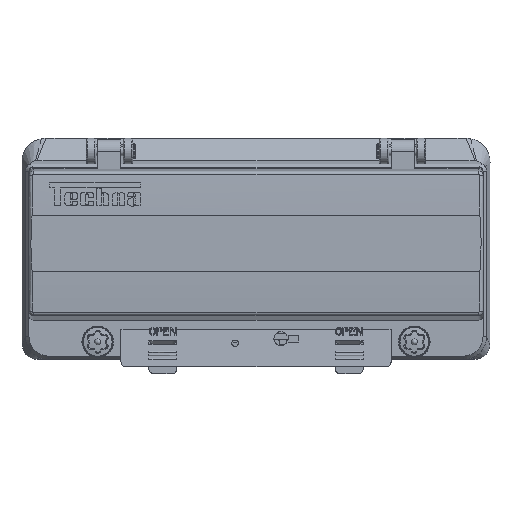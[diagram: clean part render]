
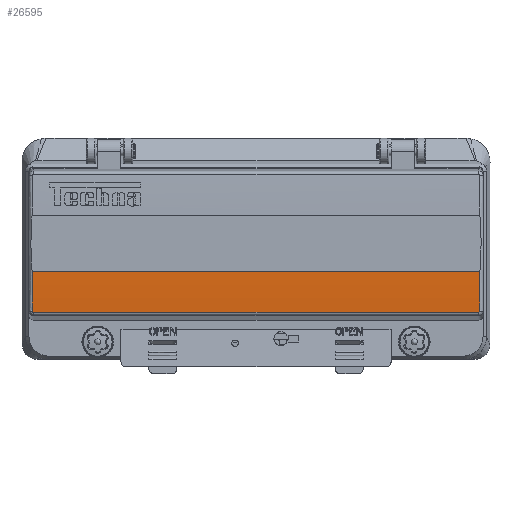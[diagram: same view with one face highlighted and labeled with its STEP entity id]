
A CAD part, front view. The second image highlights one B-rep face of the part: STEP entity #26595.
In plain terms, the highlighted cylindrical face has radius 405.06 mm (diameter 810.12 mm), a partial arc.
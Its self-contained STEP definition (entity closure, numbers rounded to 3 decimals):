
#188 = CARTESIAN_POINT ( 'NONE',  ( 29.58, 95.883, -12.101 ) ) ;
#690 = VECTOR ( 'NONE', #1621, 1000. ) ;
#1621 = DIRECTION ( 'NONE',  ( 0., -1., 0. ) ) ;
#3044 = ORIENTED_EDGE ( 'NONE', *, *, #8099, .T. ) ;
#7287 = CARTESIAN_POINT ( 'NONE',  ( 12.09, -97.5, -13. ) ) ;
#8099 = EDGE_CURVE ( 'NONE', #45770, #38917, #66728, .T. ) ;
#8388 = CARTESIAN_POINT ( 'NONE',  ( 29.311, 95.997, -12.12 ) ) ;
#8474 = CARTESIAN_POINT ( 'NONE',  ( 29.763, -95.563, -12.087 ) ) ;
#9169 = CARTESIAN_POINT ( 'NONE',  ( 29.485, -95.944, -12.108 ) ) ;
#10450 = CARTESIAN_POINT ( 'NONE',  ( 29.546, 95.909, -12.103 ) ) ;
#10856 = CARTESIAN_POINT ( 'NONE',  ( 29.247, 96., -12.125 ) ) ;
#10984 = CARTESIAN_POINT ( 'NONE',  ( 12.09, 96., -13. ) ) ;
#11289 = CARTESIAN_POINT ( 'NONE',  ( 12.09, -96., -13. ) ) ;
#12175 = EDGE_CURVE ( 'NONE', #60685, #68825, #67630, .T. ) ;
#13525 = ORIENTED_EDGE ( 'NONE', *, *, #25038, .T. ) ;
#14527 = DIRECTION ( 'NONE',  ( 0., 1., 0. ) ) ;
#15087 = CARTESIAN_POINT ( 'NONE',  ( 29.696, 95.747, -12.092 ) ) ;
#15102 = FACE_OUTER_BOUND ( 'NONE', #23702, .T. ) ;
#16071 = EDGE_CURVE ( 'NONE', #47372, #29143, #43648, .T. ) ;
#17673 = VECTOR ( 'NONE', #23331, 1000. ) ;
#17694 = AXIS2_PLACEMENT_3D ( 'NONE', #40527, #25352, #20418 ) ;
#19367 = CARTESIAN_POINT ( 'NONE',  ( 29.407, 95.977, -12.113 ) ) ;
#19451 = CARTESIAN_POINT ( 'NONE',  ( 29.572, -95.891, -12.101 ) ) ;
#19804 = ORIENTED_EDGE ( 'NONE', *, *, #12175, .F. ) ;
#19834 = ORIENTED_EDGE ( 'NONE', *, *, #34750, .F. ) ;
#20418 = DIRECTION ( 'NONE',  ( 0., 0., 1. ) ) ;
#23331 = DIRECTION ( 'NONE',  ( 0., -1., 0. ) ) ;
#23702 = EDGE_LOOP ( 'NONE', ( #19834, #68525, #30604, #3044, #13525, #19804 ) ) ;
#23713 = DIRECTION ( 'NONE',  ( 0., -1., 0. ) ) ;
#25038 = EDGE_CURVE ( 'NONE', #38917, #68825, #48560, .T. ) ;
#25074 = CARTESIAN_POINT ( 'NONE',  ( 29.654, -95.808, -12.095 ) ) ;
#25352 = DIRECTION ( 'NONE',  ( 0., 1., 0. ) ) ;
#25691 = CARTESIAN_POINT ( 'NONE',  ( 29.763, 95.5, -12.087 ) ) ;
#25769 = CARTESIAN_POINT ( 'NONE',  ( 29.247, -96., -12.125 ) ) ;
#26595 = ADVANCED_FACE ( 'NONE', ( #15102 ), #41579, .T. ) ;
#29143 = VERTEX_POINT ( 'NONE', #10984 ) ;
#29577 = CARTESIAN_POINT ( 'NONE',  ( 29.247, 96., -12.125 ) ) ;
#29671 = CARTESIAN_POINT ( 'NONE',  ( 29.324, -96., -12.119 ) ) ;
#30604 = ORIENTED_EDGE ( 'NONE', *, *, #63912, .T. ) ;
#30613 = B_SPLINE_CURVE_WITH_KNOTS ( 'NONE', 3,
 ( #29577, #46176, #8388, #67721, #19367, #53895, #48253, #10450, #37289, #42926, #188, #37987, #59176, #64459, #15087, #42237, #52875, #43273, #25691 ),
 .UNSPECIFIED., .F., .F.,
 ( 4, 2, 2, 1, 1, 2, 2, 1, 2, 2, 4 ),
 ( 0., 0.125, 0.25, 0.375, 0.438, 0.469, 0.5, 0.625, 0.687, 0.75, 1. ),
 .UNSPECIFIED. ) ;
#34750 = EDGE_CURVE ( 'NONE', #29143, #60685, #56023, .T. ) ;
#37289 = CARTESIAN_POINT ( 'NONE',  ( 29.563, 95.896, -12.102 ) ) ;
#37987 = CARTESIAN_POINT ( 'NONE',  ( 29.613, 95.855, -12.098 ) ) ;
#38844 = CARTESIAN_POINT ( 'NONE',  ( 29.763, -97.5, -12.087 ) ) ;
#38917 = VERTEX_POINT ( 'NONE', #59817 ) ;
#40527 = CARTESIAN_POINT ( 'NONE',  ( 0.043, -97.5, 391.881 ) ) ;
#41579 = CYLINDRICAL_SURFACE ( 'NONE', #17694, 405.06 ) ;
#41610 = CARTESIAN_POINT ( 'NONE',  ( 29.247, -96., -12.125 ) ) ;
#41641 = CARTESIAN_POINT ( 'NONE',  ( 29.747, -95.652, -12.089 ) ) ;
#42237 = CARTESIAN_POINT ( 'NONE',  ( 29.704, 95.733, -12.092 ) ) ;
#42926 = CARTESIAN_POINT ( 'NONE',  ( 29.575, 95.887, -12.101 ) ) ;
#43273 = CARTESIAN_POINT ( 'NONE',  ( 29.763, 95.577, -12.087 ) ) ;
#43648 = CIRCLE ( 'NONE', #58334, 405.06 ) ;
#44899 = DIRECTION ( 'NONE',  ( -0.289, 0., -0.957 ) ) ;
#45770 = VERTEX_POINT ( 'NONE', #68576 ) ;
#46176 = CARTESIAN_POINT ( 'NONE',  ( 29.28, 96., -12.123 ) ) ;
#46200 = AXIS2_PLACEMENT_3D ( 'NONE', #66076, #23713, #44899 ) ;
#46259 = CARTESIAN_POINT ( 'NONE',  ( 29.699, -95.746, -12.092 ) ) ;
#47372 = VERTEX_POINT ( 'NONE', #10856 ) ;
#48253 = CARTESIAN_POINT ( 'NONE',  ( 29.502, 95.936, -12.106 ) ) ;
#48560 = B_SPLINE_CURVE_WITH_KNOTS ( 'NONE', 3,
 ( #67461, #8474, #41641, #46259, #51593, #25074, #67808, #58249, #19451, #62500, #68517, #9169, #51938, #29671, #25769 ),
 .UNSPECIFIED., .F., .F.,
 ( 4, 1, 1, 2, 2, 1, 2, 2, 4 ),
 ( 0., 0.25, 0.375, 0.438, 0.5, 0.625, 0.688, 0.75, 1. ),
 .UNSPECIFIED. ) ;
#51593 = CARTESIAN_POINT ( 'NONE',  ( 29.673, -95.783, -12.094 ) ) ;
#51938 = CARTESIAN_POINT ( 'NONE',  ( 29.398, -95.984, -12.114 ) ) ;
#52875 = CARTESIAN_POINT ( 'NONE',  ( 29.746, 95.649, -12.089 ) ) ;
#53895 = CARTESIAN_POINT ( 'NONE',  ( 29.463, 95.955, -12.109 ) ) ;
#56023 = LINE ( 'NONE', #7287, #690 ) ;
#58249 = CARTESIAN_POINT ( 'NONE',  ( 29.61, -95.857, -12.099 ) ) ;
#58334 = AXIS2_PLACEMENT_3D ( 'NONE', #62889, #14527, #69578 ) ;
#59176 = CARTESIAN_POINT ( 'NONE',  ( 29.648, 95.818, -12.096 ) ) ;
#59817 = CARTESIAN_POINT ( 'NONE',  ( 29.763, -95.5, -12.087 ) ) ;
#60685 = VERTEX_POINT ( 'NONE', #11289 ) ;
#62500 = CARTESIAN_POINT ( 'NONE',  ( 29.529, -95.919, -12.105 ) ) ;
#62889 = CARTESIAN_POINT ( 'NONE',  ( 0.043, 96., 391.881 ) ) ;
#63912 = EDGE_CURVE ( 'NONE', #47372, #45770, #30613, .T. ) ;
#64459 = CARTESIAN_POINT ( 'NONE',  ( 29.678, 95.776, -12.094 ) ) ;
#66076 = CARTESIAN_POINT ( 'NONE',  ( 0.043, -96., 391.881 ) ) ;
#66728 = LINE ( 'NONE', #38844, #17673 ) ;
#67461 = CARTESIAN_POINT ( 'NONE',  ( 29.763, -95.5, -12.087 ) ) ;
#67630 = CIRCLE ( 'NONE', #46200, 405.06 ) ;
#67721 = CARTESIAN_POINT ( 'NONE',  ( 29.374, 95.986, -12.116 ) ) ;
#67808 = CARTESIAN_POINT ( 'NONE',  ( 29.645, -95.819, -12.096 ) ) ;
#68517 = CARTESIAN_POINT ( 'NONE',  ( 29.499, -95.937, -12.107 ) ) ;
#68525 = ORIENTED_EDGE ( 'NONE', *, *, #16071, .F. ) ;
#68576 = CARTESIAN_POINT ( 'NONE',  ( 29.763, 95.5, -12.087 ) ) ;
#68825 = VERTEX_POINT ( 'NONE', #41610 ) ;
#69578 = DIRECTION ( 'NONE',  ( 0.077, 0., -0.997 ) ) ;
